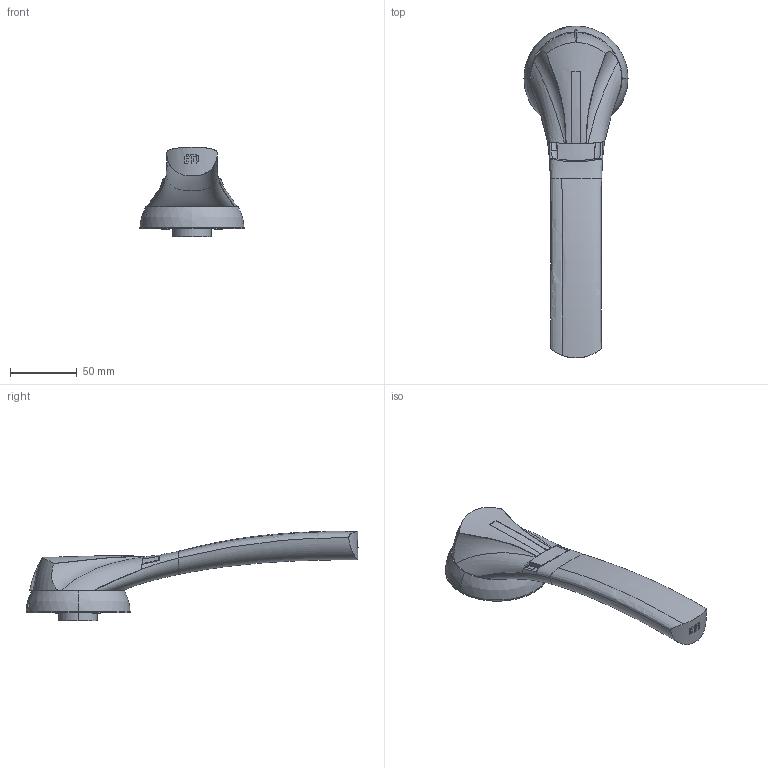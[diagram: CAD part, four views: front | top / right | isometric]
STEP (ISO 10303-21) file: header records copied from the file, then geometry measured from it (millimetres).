
FILE_DESCRIPTION((''),'2;1');
FILE_NAME('ASM9802_ASM','2021-12-06T',('marketing.praksa'),('Audax d.o.o.'),'CREO PARAMETRIC BY PTC INC, 2017480','CREO PARAMETRIC BY PTC INC, 2017480','');
FILE_SCHEMA(('AUTOMOTIVE_DESIGN { 1 0 10303 214 1 1 1 1 }'));
Length unit declared in the file: inch
Products named in the file (8): BARVA_1_1_1; PRT9563_1_1_2_3_4_5_6_7_8_9_1_1; PRT9564_1_1_2_3_1_1_1; PRT9564_1_1_2_3_2_1_1; PRT9564_1_1_2_3_3_1_1; PRT9563_1_1_2_3_4; X_1; ASM9802_ASM
Assembly tree (7 placements, depth 2):
  ASM9802_ASM
    BARVA_1_1_1
    PRT9563_1_1_2_3_4_5_6_7_8_9_1_1
    PRT9564_1_1_2_3_1_1_1
    PRT9564_1_1_2_3_2_1_1
    PRT9564_1_1_2_3_3_1_1
    PRT9563_1_1_2_3_4
    X_1
Bounding box: 77.98 x 248.53 x 67.12 mm (x, y, z)
Volume: 252858.1 mm3; surface area: 57916.6 mm2
Topology: 7 solids, 7 shells, 287 faces, 750 edges, 494 vertices
Faces by surface type: plane 124, cylinder 111, bspline 44, extrusion 4, cone 4
Entity records: 39782 total; most frequent: CARTESIAN_POINT 30147, ORIENTED_EDGE 1498, DIRECTION 1192, PRESENTATION_STYLE_ASSIGNMENT 756, STYLED_ITEM 756, CURVE_STYLE 749, EDGE_CURVE 749, VERTEX_POINT 494
